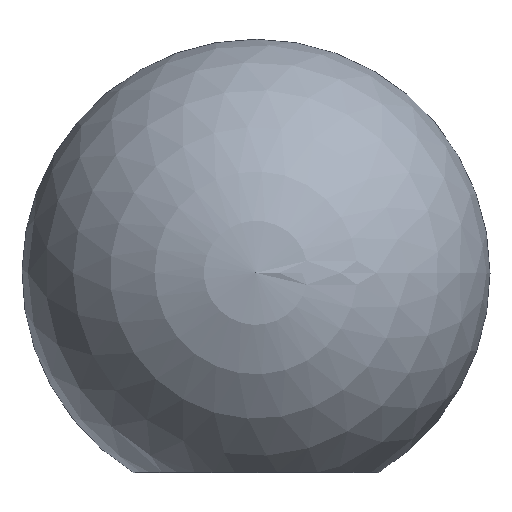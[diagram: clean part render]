
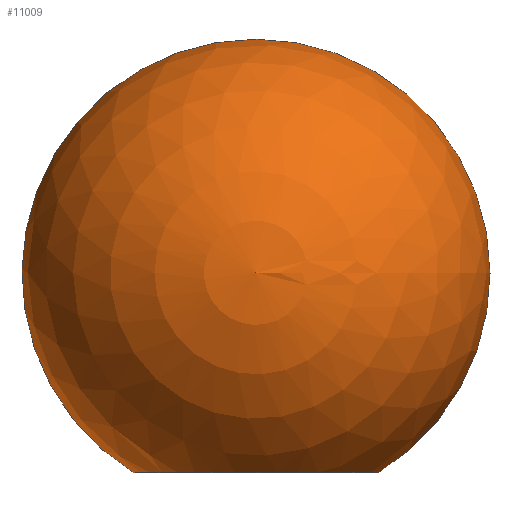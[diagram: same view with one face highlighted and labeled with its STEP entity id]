
A CAD part, top view. The second image highlights one B-rep face of the part: STEP entity #11009.
In plain terms, the highlighted spherical face has radius 12.5 mm.
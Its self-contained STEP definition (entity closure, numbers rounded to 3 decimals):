
#118 = DIRECTION ( 'NONE',  ( -1., 0., 0. ) ) ;
#291 = VERTEX_POINT ( 'NONE', #13024 ) ;
#394 = AXIS2_PLACEMENT_3D ( 'NONE', #5848, #12407, #5808 ) ;
#1012 = CARTESIAN_POINT ( 'NONE',  ( 6.55, -10.646, 0. ) ) ;
#2027 = EDGE_CURVE ( 'NONE', #291, #2948, #2353, .T. ) ;
#2073 = AXIS2_PLACEMENT_3D ( 'NONE', #5590, #5448, #13307 ) ;
#2353 = CIRCLE ( 'NONE', #7054, 12.5 ) ;
#2948 = VERTEX_POINT ( 'NONE', #5661 ) ;
#3180 = CIRCLE ( 'NONE', #7395, 12.5 ) ;
#3372 = CARTESIAN_POINT ( 'NONE',  ( 0., 0., 0. ) ) ;
#4012 = CARTESIAN_POINT ( 'NONE',  ( 0., 0., 0. ) ) ;
#4919 = FACE_OUTER_BOUND ( 'NONE', #10623, .T. ) ;
#5176 = ORIENTED_EDGE ( 'NONE', *, *, #8133, .F. ) ;
#5199 = DIRECTION ( 'NONE',  ( 0., 0., 1. ) ) ;
#5448 = DIRECTION ( 'NONE',  ( 0., 0., 1. ) ) ;
#5590 = CARTESIAN_POINT ( 'NONE',  ( 0., 0., 0. ) ) ;
#5661 = CARTESIAN_POINT ( 'NONE',  ( -6.55, -10.646, 0. ) ) ;
#5808 = DIRECTION ( 'NONE',  ( 1., 0., 0. ) ) ;
#5848 = CARTESIAN_POINT ( 'NONE',  ( 0., -10.646, 0. ) ) ;
#7054 = AXIS2_PLACEMENT_3D ( 'NONE', #4012, #5199, #11755 ) ;
#7395 = AXIS2_PLACEMENT_3D ( 'NONE', #3372, #13513, #118 ) ;
#8133 = EDGE_CURVE ( 'NONE', #291, #13404, #3180, .T. ) ;
#9650 = EDGE_CURVE ( 'NONE', #13404, #2948, #11188, .T. ) ;
#10623 = EDGE_LOOP ( 'NONE', ( #5176, #11138, #12526 ) ) ;
#11009 = ADVANCED_FACE ( 'NONE', ( #4919 ), #11517, .T. ) ;
#11138 = ORIENTED_EDGE ( 'NONE', *, *, #2027, .T. ) ;
#11188 = CIRCLE ( 'NONE', #394, 6.55 ) ;
#11517 = SPHERICAL_SURFACE ( 'NONE', #2073, 12.5 ) ;
#11755 = DIRECTION ( 'NONE',  ( 1., 0., 0. ) ) ;
#12407 = DIRECTION ( 'NONE',  ( 0., -1., 0. ) ) ;
#12526 = ORIENTED_EDGE ( 'NONE', *, *, #9650, .F. ) ;
#13024 = CARTESIAN_POINT ( 'NONE',  ( 0., 12.5, 0. ) ) ;
#13307 = DIRECTION ( 'NONE',  ( 1., 0., 0. ) ) ;
#13404 = VERTEX_POINT ( 'NONE', #1012 ) ;
#13513 = DIRECTION ( 'NONE',  ( 0., 0., -1. ) ) ;
